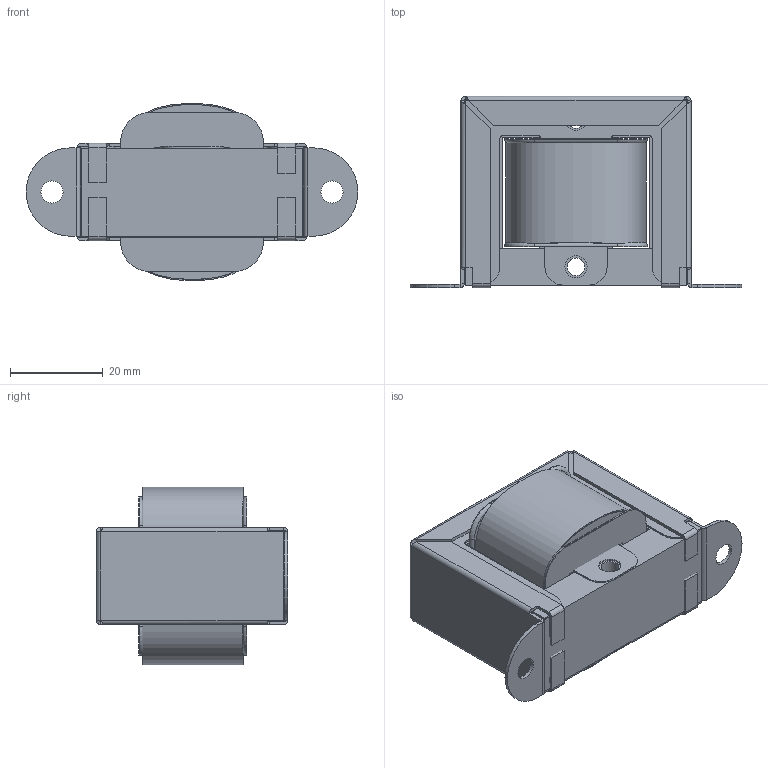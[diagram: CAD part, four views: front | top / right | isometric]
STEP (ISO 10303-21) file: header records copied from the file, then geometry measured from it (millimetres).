
FILE_DESCRIPTION(/* description */ (''),/* implementation_level */ '2;1');
FILE_NAME(/* name */ '15000-EI063-075-01.step',/* time_stamp */ '2024-01-18T10:54:42-07:00',/* author */ (''),/* organization */ (''),/* preprocessor_version */ 'ST-DEVELOPER v20',/* originating_system */ 'Autodesk Translation Framework v12.14.0.127',/* authorisation */ '');
FILE_SCHEMA (('AUTOMOTIVE_DESIGN { 1 0 10303 214 3 1 1 }'));
Length unit declared in the file: inch
Products named in the file (6): 15000-EI063-075-01; 20000-EI063 v3; 20000-C063-075-1H v4; C063-075-1H (1); C063-075-1H; 20000-B063-075-00 v5
Assembly tree (5 placements, depth 4):
  15000-EI063-075-01
    20000-EI063 v3
    20000-C063-075-1H v4
      C063-075-1H (1)
        C063-075-1H
    20000-B063-075-00 v5
Bounding box: 71.44 x 41.21 x 38.18 mm (x, y, z)
Volume: 48391.5 mm3; surface area: 41008.1 mm2
Topology: 8 solids, 8 shells, 258 faces, 614 edges, 374 vertices
Faces by surface type: plane 161, cylinder 78, bspline 11, torus 8
Full cylindrical faces by diameter (mm): 3.81 x2, 4.762 x6
Entity records: 8602 total; most frequent: CARTESIAN_POINT 2440, DIRECTION 1232, ORIENTED_EDGE 1228, EDGE_CURVE 614, LINE 436, VECTOR 436, AXIS2_PLACEMENT_3D 398, VERTEX_POINT 374
